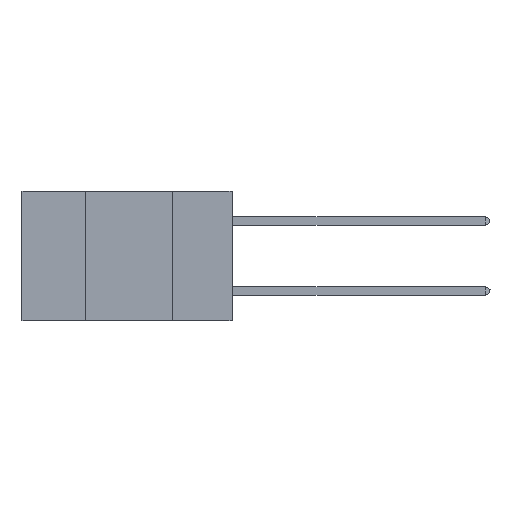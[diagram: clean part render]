
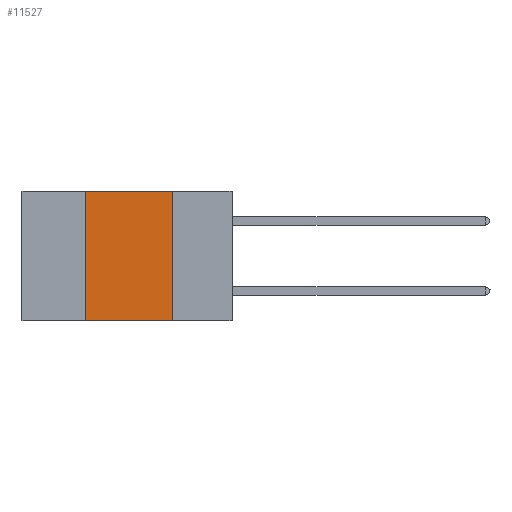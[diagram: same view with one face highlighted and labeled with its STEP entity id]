
A CAD part, left-side view. The second image highlights one B-rep face of the part: STEP entity #11527.
In plain terms, the highlighted planar face has unit normal (-1, 0, 0).
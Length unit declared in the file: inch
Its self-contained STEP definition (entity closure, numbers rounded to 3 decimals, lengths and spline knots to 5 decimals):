
#129 = VERTEX_POINT ( 'NONE', #15225 ) ;
#1269 = VERTEX_POINT ( 'NONE', #10995 ) ;
#2101 = PLANE ( 'NONE',  #5092 ) ;
#2649 = ORIENTED_EDGE ( 'NONE', *, *, #13744, .T. ) ;
#2793 = LINE ( 'NONE', #8371, #9887 ) ;
#2916 = LINE ( 'NONE', #16407, #13219 ) ;
#3564 = CARTESIAN_POINT ( 'NONE',  ( 0., 0.6, 0. ) ) ;
#3693 = EDGE_CURVE ( 'NONE', #129, #7968, #2793, .T. ) ;
#5011 = DIRECTION ( 'NONE',  ( 1., 0., 0. ) ) ;
#5092 = AXIS2_PLACEMENT_3D ( 'NONE', #3564, #5011, #14692 ) ;
#5521 = DIRECTION ( 'NONE',  ( 0., -1., 0. ) ) ;
#5891 = DIRECTION ( 'NONE',  ( 0., 0., 1. ) ) ;
#6764 = LINE ( 'NONE', #7305, #13682 ) ;
#7305 = CARTESIAN_POINT ( 'NONE',  ( 0., 0.42, 0. ) ) ;
#7968 = VERTEX_POINT ( 'NONE', #15767 ) ;
#8371 = CARTESIAN_POINT ( 'NONE',  ( 0., 0.6, 0. ) ) ;
#9036 = EDGE_CURVE ( 'NONE', #1269, #129, #6764, .T. ) ;
#9681 = DIRECTION ( 'NONE',  ( 0., -1., 0. ) ) ;
#9887 = VECTOR ( 'NONE', #5521, 39.37008 ) ;
#10995 = CARTESIAN_POINT ( 'NONE',  ( 0., 0.42, -0.37 ) ) ;
#11304 = EDGE_LOOP ( 'NONE', ( #16092, #12977, #16955, #2649 ) ) ;
#11459 = CARTESIAN_POINT ( 'NONE',  ( 0., 0.17, 0. ) ) ;
#11527 = ADVANCED_FACE ( 'NONE', ( #11703 ), #2101, .F. ) ;
#11703 = FACE_OUTER_BOUND ( 'NONE', #11304, .T. ) ;
#12977 = ORIENTED_EDGE ( 'NONE', *, *, #3693, .F. ) ;
#13219 = VECTOR ( 'NONE', #9681, 39.37008 ) ;
#13682 = VECTOR ( 'NONE', #5891, 39.37008 ) ;
#13744 = EDGE_CURVE ( 'NONE', #1269, #14272, #2916, .T. ) ;
#14178 = DIRECTION ( 'NONE',  ( 0., 0., -1. ) ) ;
#14272 = VERTEX_POINT ( 'NONE', #15125 ) ;
#14692 = DIRECTION ( 'NONE',  ( 0., 0., -1. ) ) ;
#15089 = EDGE_CURVE ( 'NONE', #7968, #14272, #16280, .T. ) ;
#15125 = CARTESIAN_POINT ( 'NONE',  ( 0., 0.17, -0.37 ) ) ;
#15225 = CARTESIAN_POINT ( 'NONE',  ( 0., 0.42, 0. ) ) ;
#15767 = CARTESIAN_POINT ( 'NONE',  ( 0., 0.17, 0. ) ) ;
#15871 = VECTOR ( 'NONE', #14178, 39.37008 ) ;
#16092 = ORIENTED_EDGE ( 'NONE', *, *, #15089, .F. ) ;
#16280 = LINE ( 'NONE', #11459, #15871 ) ;
#16407 = CARTESIAN_POINT ( 'NONE',  ( 0., 0.6, -0.37 ) ) ;
#16955 = ORIENTED_EDGE ( 'NONE', *, *, #9036, .F. ) ;
